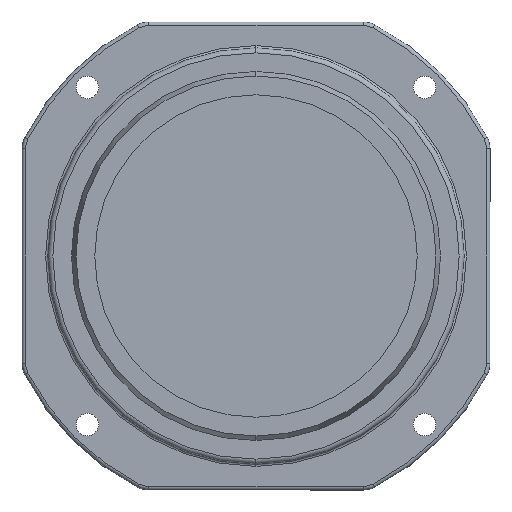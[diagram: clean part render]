
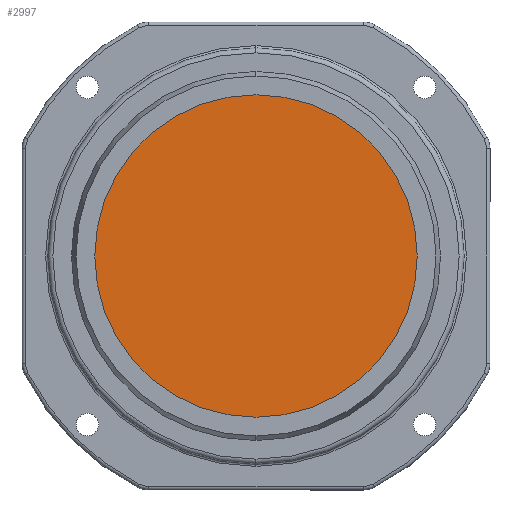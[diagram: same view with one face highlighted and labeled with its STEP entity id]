
A CAD part, front view. The second image highlights one B-rep face of the part: STEP entity #2997.
In plain terms, the highlighted planar face has unit normal (0, -1, 0).
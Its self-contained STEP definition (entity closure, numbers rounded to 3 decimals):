
#83 = CIRCLE ( 'NONE', #584, 35.83 ) ;
#515 = VERTEX_POINT ( 'NONE', #4004 ) ;
#584 = AXIS2_PLACEMENT_3D ( 'NONE', #4341, #5306, #1159 ) ;
#612 = FACE_OUTER_BOUND ( 'NONE', #2678, .T. ) ;
#1159 = DIRECTION ( 'NONE',  ( 0., 0., -1. ) ) ;
#1179 = DIRECTION ( 'NONE',  ( 0., 0., -1. ) ) ;
#1464 = CARTESIAN_POINT ( 'NONE',  ( 0., -24., 35.83 ) ) ;
#1609 = AXIS2_PLACEMENT_3D ( 'NONE', #5260, #3387, #2993 ) ;
#1680 = ORIENTED_EDGE ( 'NONE', *, *, #4536, .T. ) ;
#1987 = PLANE ( 'NONE',  #1609 ) ;
#2563 = AXIS2_PLACEMENT_3D ( 'NONE', #4896, #3912, #1179 ) ;
#2678 = EDGE_LOOP ( 'NONE', ( #3721, #1680 ) ) ;
#2993 = DIRECTION ( 'NONE',  ( 0., 0., -1. ) ) ;
#2997 = ADVANCED_FACE ( 'NONE', ( #612 ), #1987, .T. ) ;
#3387 = DIRECTION ( 'NONE',  ( 0., -1., 0. ) ) ;
#3721 = ORIENTED_EDGE ( 'NONE', *, *, #4602, .T. ) ;
#3912 = DIRECTION ( 'NONE',  ( 0., -1., 0. ) ) ;
#4004 = CARTESIAN_POINT ( 'NONE',  ( 0., -24., -35.83 ) ) ;
#4341 = CARTESIAN_POINT ( 'NONE',  ( 0., -24., 0. ) ) ;
#4536 = EDGE_CURVE ( 'NONE', #5596, #515, #83, .T. ) ;
#4602 = EDGE_CURVE ( 'NONE', #515, #5596, #4661, .T. ) ;
#4661 = CIRCLE ( 'NONE', #2563, 35.83 ) ;
#4896 = CARTESIAN_POINT ( 'NONE',  ( 0., -24., 0. ) ) ;
#5260 = CARTESIAN_POINT ( 'NONE',  ( 0., -24., 0. ) ) ;
#5306 = DIRECTION ( 'NONE',  ( 0., -1., 0. ) ) ;
#5596 = VERTEX_POINT ( 'NONE', #1464 ) ;
